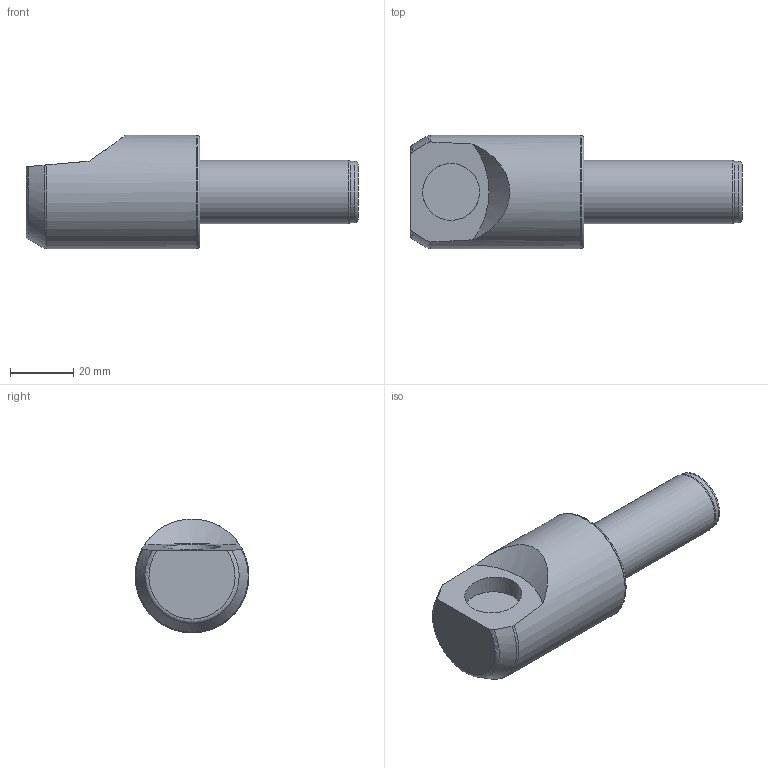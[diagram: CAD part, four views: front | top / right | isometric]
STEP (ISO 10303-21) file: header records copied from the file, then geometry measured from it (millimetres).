
FILE_DESCRIPTION(/* description */ (''),/* implementation_level */ '2;1');
FILE_NAME(/* name */ 'ABHF-D39X54-WA20.stp',/* time_stamp */ '2023-10-18T15:34:46+03:00',/* author */ (''),/* organization */ (''),/* preprocessor_version */ 'ST-DEVELOPER v19.4',/* originating_system */ 'SIEMENS PLM Software NX2306.3001',/* authorisation */ '');
FILE_SCHEMA (('AP203_CONFIGURATION_CONTROLLED_3D_DESIGN_OF_MECHANICAL_PARTS_AND_ASSEMBLIES_MIM_LF { 1 0 10303 403 2 1 2}'));
Length unit declared in the file: millimetre
Products named in the file (1): ABHF-D39X54-WA20
Bounding box: 105 x 36 x 36 mm (x, y, z)
Volume: 64349.6 mm3; surface area: 11044.8 mm2
Topology: 1 solids, 1 shells, 17 faces, 36 edges, 23 vertices
Faces by surface type: plane 5, cylinder 4, torus 4, cone 4
Full cylindrical faces by diameter (mm): 18 x1, 19.5 x1, 20 x1, 36 x1
Entity records: 514 total; most frequent: CARTESIAN_POINT 118, DIRECTION 71, ORIENTED_EDGE 50, AXIS2_PLACEMENT_3D 35, EDGE_LOOP 27, EDGE_CURVE 25, FACE_BOUND 20, VERTEX_POINT 20
